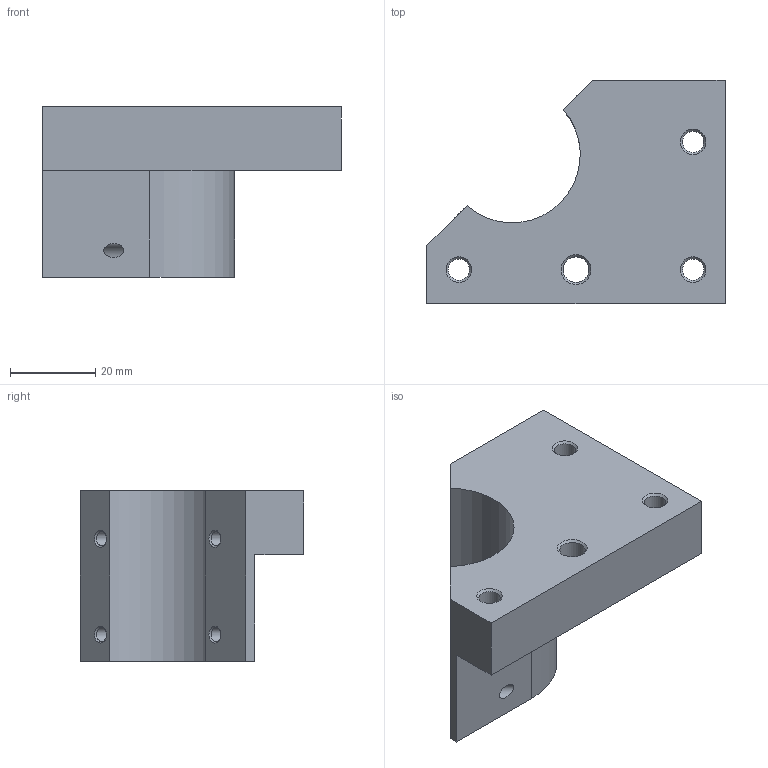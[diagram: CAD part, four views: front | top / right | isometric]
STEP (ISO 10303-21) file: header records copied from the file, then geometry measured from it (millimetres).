
FILE_DESCRIPTION(/* description */ (''),/* implementation_level */ '2;1');
FILE_NAME(/* name */ 'GETOUT_STAVE_86.stp',/* time_stamp */ '2018-09-17T15:49:08+02:00',/* author */ (''),/* organization */ (''),/* preprocessor_version */ 'ST-DEVELOPER v16.7',/* originating_system */ 'SIEMENS PLM Software NX 12.0',/* authorisation */ '');
FILE_SCHEMA (('AUTOMOTIVE_DESIGN { 1 0 10303 214 3 1 1 1 }'));
Length unit declared in the file: millimetre
Products named in the file (1): bez8324385A6uwo
Bounding box: 70 x 52.5 x 40 mm (x, y, z)
Volume: 52176.6 mm3; surface area: 13938.1 mm2
Topology: 1 solids, 1 shells, 35 faces, 88 edges, 55 vertices
Faces by surface type: cone 14, plane 11, cylinder 10
Full cylindrical faces by diameter (mm): 3.3 x4, 5 x3, 6 x1
Entity records: 955 total; most frequent: DIRECTION 165, CARTESIAN_POINT 149, ORIENTED_EDGE 122, EDGE_LOOP 69, AXIS2_PLACEMENT_3D 68, FACE_BOUND 64, EDGE_CURVE 61, VERTEX_POINT 52
